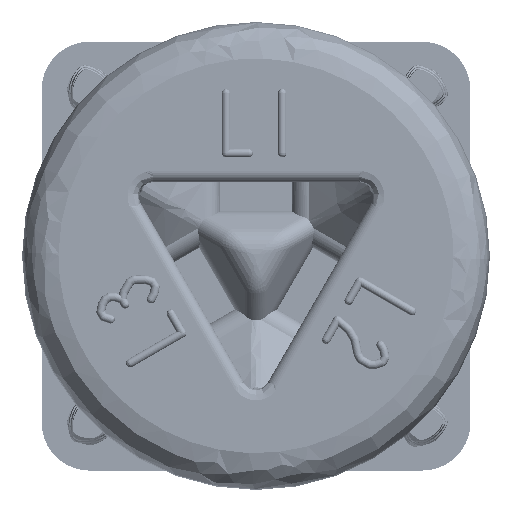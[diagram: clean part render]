
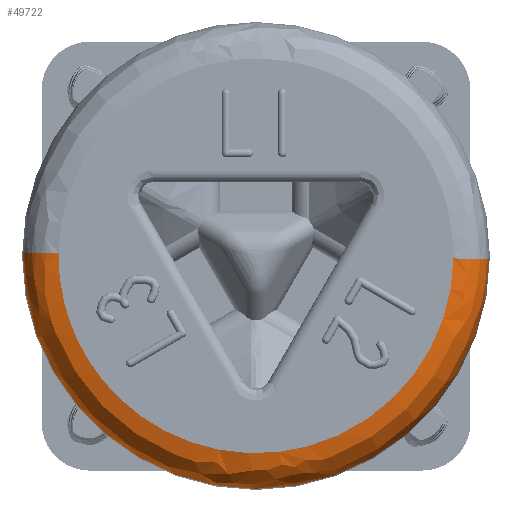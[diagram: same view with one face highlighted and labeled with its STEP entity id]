
A CAD part, top view. The second image highlights one B-rep face of the part: STEP entity #49722.
In plain terms, the highlighted free-form (B-spline) face has degree [3, 3] with [4, 7] control points.
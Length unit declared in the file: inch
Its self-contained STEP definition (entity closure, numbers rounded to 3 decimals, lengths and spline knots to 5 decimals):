
#2589 = DIRECTION ( 'NONE',  ( -1., 0., 0. ) ) ;
#2682 = DIRECTION ( 'NONE',  ( 0.013, 1., 0. ) ) ;
#3801 = VERTEX_POINT ( 'NONE', #49144 ) ;
#5928 = CARTESIAN_POINT ( 'NONE',  ( 3.16044, 0.91326, 0.17718 ) ) ;
#7312 = CARTESIAN_POINT ( 'NONE',  ( 3.16557, 1.39176, 0.24938 ) ) ;
#7757 = CARTESIAN_POINT ( 'NONE',  ( 1.58593, 1.41287, 0.3 ) ) ;
#15604 = ORIENTED_EDGE ( 'NONE', *, *, #103747, .T. ) ;
#16972 = AXIS2_PLACEMENT_3D ( 'NONE', #92816, #30057, #103406 ) ;
#17098 = CARTESIAN_POINT ( 'NONE',  ( 1.65807, 1.40574, 0.3 ) ) ;
#17835 = CARTESIAN_POINT ( 'NONE',  ( 2.81685, 0.5807, 0.24938 ) ) ;
#18299 = CARTESIAN_POINT ( 'NONE',  ( 3.03645, 0.98813, 0.3 ) ) ;
#20072 = EDGE_CURVE ( 'NONE', #102404, #3801, #70824, .T. ) ;
#21944 = EDGE_CURVE ( 'NONE', #35189, #64851, #133586, .T. ) ;
#26221 = AXIS2_PLACEMENT_3D ( 'NONE', #65544, #2682, #76102 ) ;
#26680 = CARTESIAN_POINT ( 'NONE',  ( 3.04186, 1.39342, 0.175 ) ) ;
#27264 = ORIENTED_EDGE ( 'NONE', *, *, #78197, .T. ) ;
#27695 = CARTESIAN_POINT ( 'NONE',  ( 1.65814, 1.41191, 0.3 ) ) ;
#28420 = CARTESIAN_POINT ( 'NONE',  ( 1.86135, 0.59347, 0.24938 ) ) ;
#28894 = CARTESIAN_POINT ( 'NONE',  ( 2.34075, 0.7108, 0.3 ) ) ;
#30057 = DIRECTION ( 'NONE',  ( 0., 0., -1. ) ) ;
#30472 = ORIENTED_EDGE ( 'NONE', *, *, #20072, .F. ) ;
#35189 = VERTEX_POINT ( 'NONE', #111539 ) ;
#37270 = DIRECTION ( 'NONE',  ( 1., -0.013, 0. ) ) ;
#38145 = CARTESIAN_POINT ( 'NONE',  ( 3.02362, 0.02796, 0.3 ) ) ;
#39042 = CARTESIAN_POINT ( 'NONE',  ( 1.53443, 1.41356, 0.24938 ) ) ;
#39502 = CARTESIAN_POINT ( 'NONE',  ( 1.65272, 1.00662, 0.3 ) ) ;
#39702 = EDGE_CURVE ( 'NONE', #3801, #43909, #73307, .T. ) ;
#42157 = CARTESIAN_POINT ( 'NONE',  ( 3.16683, 1.39175, 0.17718 ) ) ;
#43909 = VERTEX_POINT ( 'NONE', #122944 ) ;
#45766 = CARTESIAN_POINT ( 'NONE',  ( 1.65807, 1.40266, 0.3 ) ) ;
#48722 = CARTESIAN_POINT ( 'NONE',  ( 3.04186, 1.39342, 0.3 ) ) ;
#49144 = CARTESIAN_POINT ( 'NONE',  ( 1.53317, 1.41358, 0.17718 ) ) ;
#49158 = CARTESIAN_POINT ( 'NONE',  ( 2.81758, 0.57943, 0.17718 ) ) ;
#49629 = CARTESIAN_POINT ( 'NONE',  ( 3.10809, 0.94487, 0.3 ) ) ;
#49722 = ADVANCED_FACE ( 'NONE', ( #55317 ), #59525, .T. ) ;
#54635 = ORIENTED_EDGE ( 'NONE', *, *, #39702, .F. ) ;
#55317 = FACE_OUTER_BOUND ( 'NONE', #59076, .T. ) ;
#58788 = CARTESIAN_POINT ( 'NONE',  ( 1.65807, 0.03709, 0.3 ) ) ;
#59076 = EDGE_LOOP ( 'NONE', ( #54635, #30472, #81272, #15604, #85819, #27264 ) ) ;
#59525 =( BOUNDED_SURFACE ( )  B_SPLINE_SURFACE ( 3, 3, ( 
 ( #80241, #5928, #49158, #122319, #59667, #132820, #70185 ),
 ( #7312, #80693, #17835, #91208, #28420, #101776, #39042 ),
 ( #112272, #49629, #122752, #60128, #133268, #70647, #7757 ),
 ( #81166, #18299, #91660, #28894, #102227, #39502, #112730 ) ),
 .UNSPECIFIED., .F., .F., .F. ) 
 B_SPLINE_SURFACE_WITH_KNOTS ( ( 4, 4 ),
 ( 4, 3, 4 ),
 ( 0., 1. ),
 ( 0., 0.5, 1. ),
 .UNSPECIFIED. ) 
 GEOMETRIC_REPRESENTATION_ITEM ( )  RATIONAL_B_SPLINE_SURFACE ( (
 ( 1., 0.805, 0.805, 1., 0.805, 0.805, 1.),
 ( 0.809, 0.651, 0.651, 0.809, 0.651, 0.651, 0.809),
 ( 0.809, 0.651, 0.651, 0.809, 0.651, 0.651, 0.809),
 ( 1., 0.805, 0.805, 1., 0.805, 0.805, 1.) ) ) 
 REPRESENTATION_ITEM ( '' )  SURFACE ( )  );
#59667 = CARTESIAN_POINT ( 'NONE',  ( 1.86059, 0.59222, 0.17718 ) ) ;
#60128 = CARTESIAN_POINT ( 'NONE',  ( 2.33979, 0.63859, 0.3 ) ) ;
#64851 = VERTEX_POINT ( 'NONE', #45766 ) ;
#65454 = DIRECTION ( 'NONE',  ( 0., 0., -1. ) ) ;
#65544 = CARTESIAN_POINT ( 'NONE',  ( 1.65814, 1.41191, 0.175 ) ) ;
#69467 = CARTESIAN_POINT ( 'NONE',  ( 1.65807, 1.40266, 0.3 ) ) ;
#70185 = CARTESIAN_POINT ( 'NONE',  ( 1.53317, 1.41358, 0.17718 ) ) ;
#70647 = CARTESIAN_POINT ( 'NONE',  ( 1.57995, 0.96529, 0.3 ) ) ;
#70824 = CIRCLE ( 'NONE', #102647, 0.81691 ) ;
#72536 =( BOUNDED_CURVE ( )  B_SPLINE_CURVE ( 3, ( #69467, #17098, #90454, #27695 ),
 .UNSPECIFIED., .F., .F. ) 
 B_SPLINE_CURVE_WITH_KNOTS ( ( 4, 4 ),
 ( 0., 0.00425 ),
 .UNSPECIFIED. ) 
 CURVE ( )  GEOMETRIC_REPRESENTATION_ITEM ( )  RATIONAL_B_SPLINE_CURVE ( ( 1., 1., 1., 1. ) ) 
 REPRESENTATION_ITEM ( '' )  );
#73044 = CARTESIAN_POINT ( 'NONE',  ( 1.53309, 1.40266, 0.17718 ) ) ;
#73307 = CIRCLE ( 'NONE', #26221, 0.125 ) ;
#76102 = DIRECTION ( 'NONE',  ( -1., 0.013, 0. ) ) ;
#78197 = EDGE_CURVE ( 'NONE', #64851, #43909, #72536, .T. ) ;
#80241 = CARTESIAN_POINT ( 'NONE',  ( 3.16683, 1.39175, 0.17718 ) ) ;
#80693 = CARTESIAN_POINT ( 'NONE',  ( 3.15919, 0.91401, 0.24938 ) ) ;
#81166 = CARTESIAN_POINT ( 'NONE',  ( 3.04186, 1.39342, 0.3 ) ) ;
#81272 = ORIENTED_EDGE ( 'NONE', *, *, #125662, .F. ) ;
#85819 = ORIENTED_EDGE ( 'NONE', *, *, #21944, .T. ) ;
#90454 = CARTESIAN_POINT ( 'NONE',  ( 1.65809, 1.40882, 0.3 ) ) ;
#91208 = CARTESIAN_POINT ( 'NONE',  ( 2.3391, 0.58709, 0.24938 ) ) ;
#91660 = CARTESIAN_POINT ( 'NONE',  ( 2.74604, 0.70538, 0.3 ) ) ;
#92816 = CARTESIAN_POINT ( 'NONE',  ( 2.35, 1.40266, 0.17718 ) ) ;
#99720 = VERTEX_POINT ( 'NONE', #42157 ) ;
#100013 = DIRECTION ( 'NONE',  ( -0.013, -1., 0. ) ) ;
#101776 = CARTESIAN_POINT ( 'NONE',  ( 1.52804, 0.93581, 0.24938 ) ) ;
#102227 = CARTESIAN_POINT ( 'NONE',  ( 1.93547, 0.71621, 0.3 ) ) ;
#102404 = VERTEX_POINT ( 'NONE', #73044 ) ;
#102647 = AXIS2_PLACEMENT_3D ( 'NONE', #128114, #65454, #2589 ) ;
#103406 = DIRECTION ( 'NONE',  ( -1., 0., 0. ) ) ;
#103747 = EDGE_CURVE ( 'NONE', #99720, #35189, #128662, .T. ) ;
#111539 = CARTESIAN_POINT ( 'NONE',  ( 3.04186, 1.39342, 0.3 ) ) ;
#112272 = CARTESIAN_POINT ( 'NONE',  ( 3.11407, 1.39245, 0.3 ) ) ;
#112730 = CARTESIAN_POINT ( 'NONE',  ( 1.65814, 1.41191, 0.3 ) ) ;
#119157 = CIRCLE ( 'NONE', #16972, 0.81691 ) ;
#121873 = CARTESIAN_POINT ( 'NONE',  ( 1.65807, 1.40266, 0.3 ) ) ;
#122319 = CARTESIAN_POINT ( 'NONE',  ( 2.33908, 0.58583, 0.17718 ) ) ;
#122752 = CARTESIAN_POINT ( 'NONE',  ( 2.78737, 0.63261, 0.3 ) ) ;
#122944 = CARTESIAN_POINT ( 'NONE',  ( 1.65814, 1.41191, 0.3 ) ) ;
#125662 = EDGE_CURVE ( 'NONE', #99720, #102404, #119157, .T. ) ;
#128114 = CARTESIAN_POINT ( 'NONE',  ( 2.35, 1.40266, 0.17718 ) ) ;
#128662 = CIRCLE ( 'NONE', #132617, 0.125 ) ;
#132617 = AXIS2_PLACEMENT_3D ( 'NONE', #26680, #100013, #37270 ) ;
#132820 = CARTESIAN_POINT ( 'NONE',  ( 1.52677, 0.93509, 0.17718 ) ) ;
#133268 = CARTESIAN_POINT ( 'NONE',  ( 1.89221, 0.64457, 0.3 ) ) ;
#133586 =( BOUNDED_CURVE ( )  B_SPLINE_CURVE ( 3, ( #48722, #38145, #58788, #121873 ),
 .UNSPECIFIED., .F., .F. ) 
 B_SPLINE_CURVE_WITH_KNOTS ( ( 4, 4 ),
 ( 0.00425, 1. ),
 .UNSPECIFIED. ) 
 CURVE ( )  GEOMETRIC_REPRESENTATION_ITEM ( )  RATIONAL_B_SPLINE_CURVE ( ( 1., 0.338, 0.338, 1. ) ) 
 REPRESENTATION_ITEM ( '' )  );
